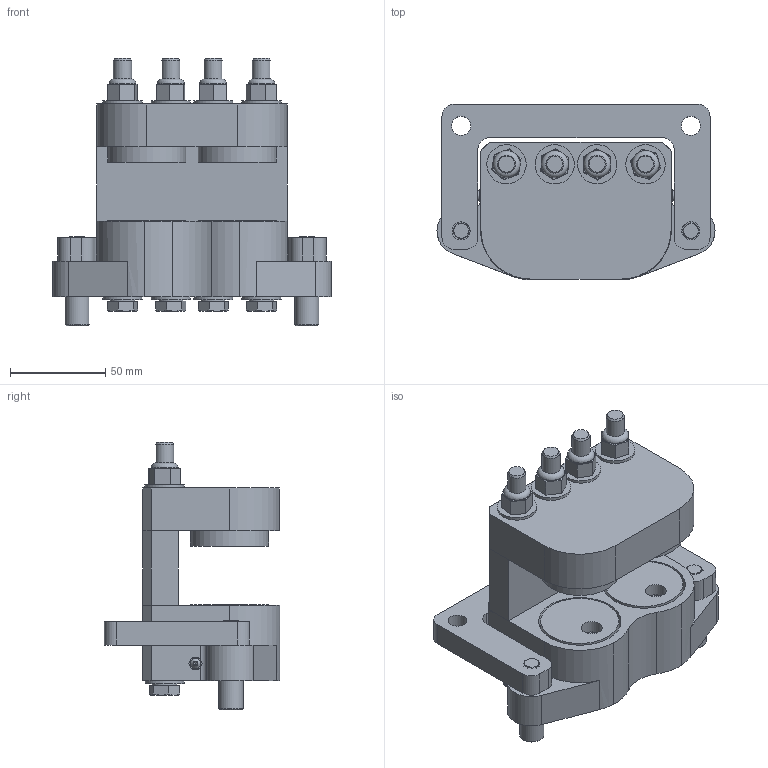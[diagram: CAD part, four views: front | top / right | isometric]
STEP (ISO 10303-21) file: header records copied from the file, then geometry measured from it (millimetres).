
FILE_DESCRIPTION(/* description */ (''),/* implementation_level */ '2;1');
FILE_NAME(/* name */ '4004-0537 H200SQFUL CALIPER DISC BRAKE.stp',/* time_stamp */ '2022-03-23T13:40:51-05:00',/* author */ ('ChadR'),/* organization */ (''),/* preprocessor_version */ 'ST-DEVELOPER v18.1',/* originating_system */ 'Autodesk Inventor 2020',/* authorisation */ '');
FILE_SCHEMA (('AUTOMOTIVE_DESIGN { 1 0 10303 214 3 1 1 }'));
Length unit declared in the file: inch
Products named in the file (1): 4004-0537 H200SQFUL CALIPER DISC BRAKE
Bounding box: 146.05 x 92.09 x 140.67 mm (x, y, z)
Volume: 604973.5 mm3; surface area: 165668 mm2
Topology: 34 solids, 34 shells, 513 faces, 1190 edges, 783 vertices
Faces by surface type: plane 279, cylinder 143, cone 57, torus 34
Full cylindrical faces by diameter (mm): 1.27 x2, 1.778 x2, 2.388 x3, 3.302 x2, 3.683 x6, 3.962 x2, 4.775 x2, 4.826 x4, 5.156 x4, 5.207 x2, 5.359 x2, 5.588 x2, 6.35 x2, 7.95 x2, 8.382 x6, 8.611 x1, 9.474 x4, 9.525 x7, 9.931 x14, 10.312 x8, 11.1 x4, 12.675 x2, 12.776 x2, 12.859 x4, 14.15 x4, 15.875 x1, 20.625 x8, 34.671 x4, 34.798 x4, 35.001 x2
Entity records: 15704 total; most frequent: CARTESIAN_POINT 2967, DIRECTION 2659, ORIENTED_EDGE 2346, EDGE_CURVE 1173, AXIS2_PLACEMENT_3D 1058, VERTEX_POINT 783, EDGE_LOOP 642, STYLED_ITEM 547
